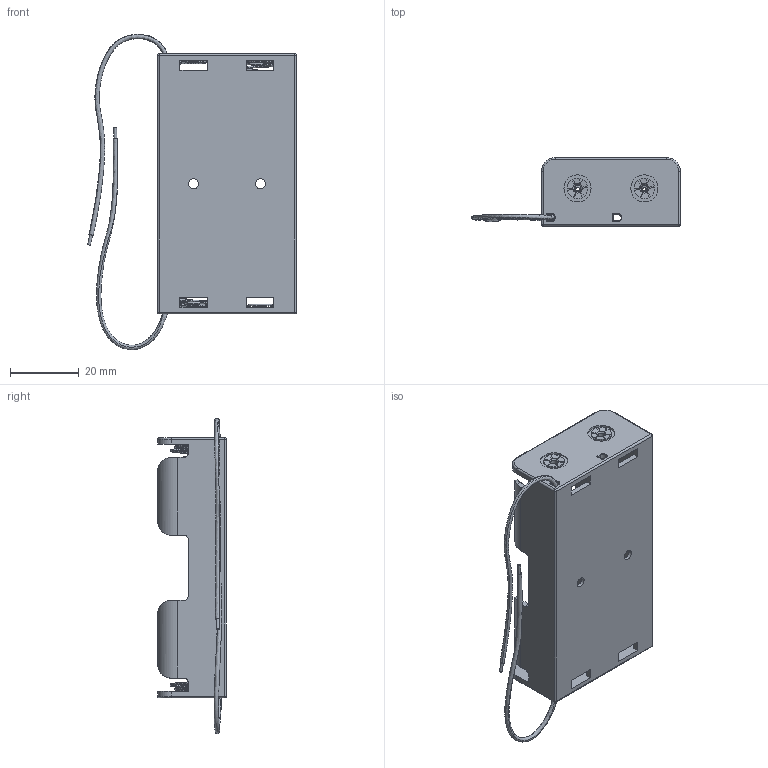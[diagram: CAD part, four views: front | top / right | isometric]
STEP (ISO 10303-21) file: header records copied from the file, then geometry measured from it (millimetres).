
FILE_DESCRIPTION(/* description */ (''),/* implementation_level */ '2;1');
FILE_NAME(/* name */ '18650 Battery Holder 2x v1.step',/* time_stamp */ '2023-05-04T13:04:00+07:00',/* author */ (''),/* organization */ (''),/* preprocessor_version */ 'ST-DEVELOPER v19.2',/* originating_system */ 'Autodesk Translation Framework v12.4.0.73',/* authorisation */ '');
FILE_SCHEMA (('AUTOMOTIVE_DESIGN { 1 0 10303 214 3 1 1 }'));
Length unit declared in the file: millimetre
Products named in the file (1): 18650 Battery Holder 2x
Bounding box: 60.89 x 20 x 92.04 mm (x, y, z)
Volume: 11673.4 mm3; surface area: 17026.3 mm2
Topology: 1 solids, 1 shells, 318 faces, 885 edges, 561 vertices
Faces by surface type: cylinder 140, plane 122, torus 26, bspline 22, cone 4, sphere 4
Full cylindrical faces by diameter (mm): 0.8 x2, 2 x4, 2.9 x2, 3 x2, 5.2 x2, 7.5 x2, 7.9 x4
Entity records: 20252 total; most frequent: CARTESIAN_POINT 12109, ORIENTED_EDGE 1754, DIRECTION 1647, EDGE_CURVE 877, AXIS2_PLACEMENT_3D 596, VERTEX_POINT 561, LINE 455, VECTOR 455
